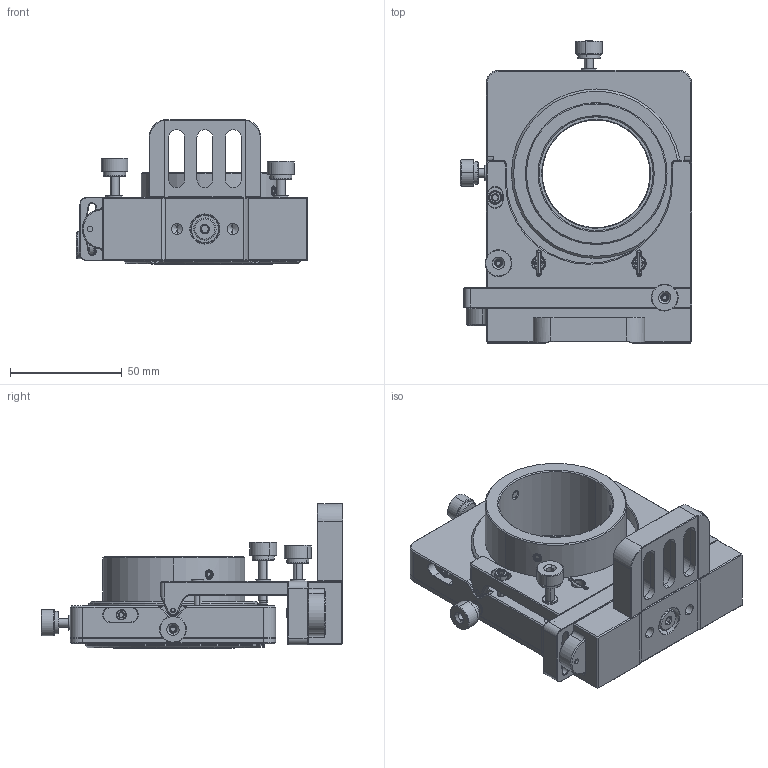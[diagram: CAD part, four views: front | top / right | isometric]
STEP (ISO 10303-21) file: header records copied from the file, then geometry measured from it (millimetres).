
FILE_DESCRIPTION (( 'STEP AP203' ), '1' );
FILE_NAME ('1.1.10.16_ZJP-Z4SM2.STEP', '2024-05-29T07:19:49', ( '' ), ( '' ), 'SwSTEP 2.0', 'SolidWorks 2021', '' );
FILE_SCHEMA (( 'CONFIG_CONTROL_DESIGN' ));
Products named in the file (1): 1.1.10.16_ZJP-Z4SM2
Bounding box: 103.56 x 135.34 x 64.8 mm (x, y, z)
Volume: 233147.5 mm3; surface area: 69445.8 mm2
Topology: 21 solids, 38 shells, 1359 faces, 3188 edges, 1949 vertices
Faces by surface type: plane 513, cylinder 365, cone 357, bspline 60, torus 42, sphere 22
Entity records: 128276 total; most frequent: CARTESIAN_POINT 97037, DIRECTION 6721, ORIENTED_EDGE 6308, EDGE_CURVE 3154, AXIS2_PLACEMENT_3D 2618, VERTEX_POINT 1946, EDGE_LOOP 1524, LINE 1485
